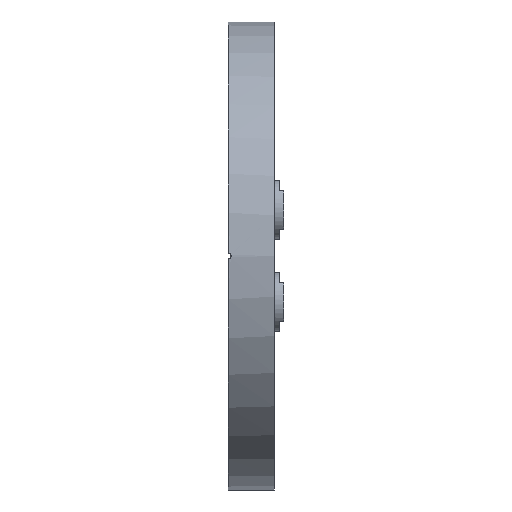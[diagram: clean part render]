
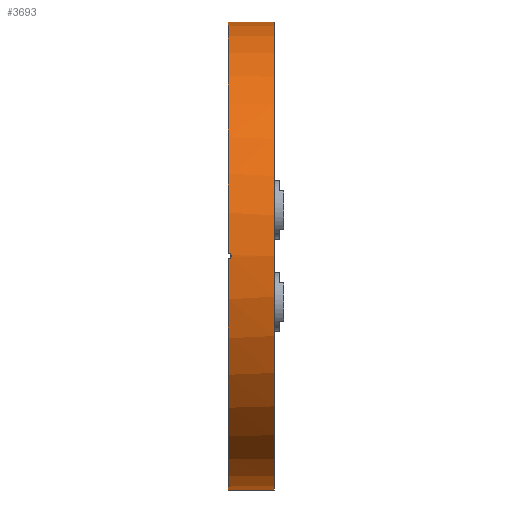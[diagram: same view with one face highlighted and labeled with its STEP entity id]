
A CAD part, left-side view. The second image highlights one B-rep face of the part: STEP entity #3693.
In plain terms, the highlighted cylindrical face has radius 76.2 mm (diameter 152.4 mm), a partial arc.
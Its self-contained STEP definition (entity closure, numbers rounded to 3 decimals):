
#185 = VERTEX_POINT ( 'NONE', #6583 ) ;
#412 = CARTESIAN_POINT ( 'NONE',  ( 0., 0., 0. ) ) ;
#509 = DIRECTION ( 'NONE',  ( 0., 0., 1. ) ) ;
#921 = VERTEX_POINT ( 'NONE', #14311 ) ;
#925 = CARTESIAN_POINT ( 'NONE',  ( 0., -15., -76.2 ) ) ;
#962 = FACE_OUTER_BOUND ( 'NONE', #7199, .T. ) ;
#1478 = AXIS2_PLACEMENT_3D ( 'NONE', #12323, #2518, #5997 ) ;
#1567 = AXIS2_PLACEMENT_3D ( 'NONE', #11659, #5722, #5881 ) ;
#2192 = CARTESIAN_POINT ( 'NONE',  ( -76.193, -0.132, 1. ) ) ;
#2274 = CARTESIAN_POINT ( 'NONE',  ( -76.193, 0., -1. ) ) ;
#2345 = EDGE_CURVE ( 'NONE', #9781, #11416, #5863, .T. ) ;
#2518 = DIRECTION ( 'NONE',  ( 0., 1., 0. ) ) ;
#2890 = CARTESIAN_POINT ( 'NONE',  ( 0., -15., 76.2 ) ) ;
#2933 = EDGE_CURVE ( 'NONE', #11416, #6014, #12898, .T. ) ;
#3524 = CIRCLE ( 'NONE', #1478, 76.2 ) ;
#3693 = ADVANCED_FACE ( 'NONE', ( #962 ), #14254, .T. ) ;
#4214 = ORIENTED_EDGE ( 'NONE', *, *, #8805, .F. ) ;
#4285 = CARTESIAN_POINT ( 'NONE',  ( 0., -15., -76.2 ) ) ;
#4639 = CARTESIAN_POINT ( 'NONE',  ( -76.198, -0.801, -0.613 ) ) ;
#4861 = CARTESIAN_POINT ( 'NONE',  ( -76.193, 0., -1. ) ) ;
#5091 = DIRECTION ( 'NONE',  ( 0., 1., 0. ) ) ;
#5348 = AXIS2_PLACEMENT_3D ( 'NONE', #6553, #11359, #509 ) ;
#5722 = DIRECTION ( 'NONE',  ( 0., 1., 0. ) ) ;
#5832 = CARTESIAN_POINT ( 'NONE',  ( -76.196, -0.615, 0.799 ) ) ;
#5863 = CIRCLE ( 'NONE', #5348, 76.2 ) ;
#5881 = DIRECTION ( 'NONE',  ( 0., 0., 1. ) ) ;
#5928 = LINE ( 'NONE', #925, #13644 ) ;
#5997 = DIRECTION ( 'NONE',  ( 0., 0., 1. ) ) ;
#6014 = VERTEX_POINT ( 'NONE', #8938 ) ;
#6541 = CIRCLE ( 'NONE', #11568, 76.2 ) ;
#6553 = CARTESIAN_POINT ( 'NONE',  ( 0., -15., 0. ) ) ;
#6583 = CARTESIAN_POINT ( 'NONE',  ( -76.193, 0., 1. ) ) ;
#6849 = EDGE_CURVE ( 'NONE', #185, #7269, #8778, .T. ) ;
#6909 = CARTESIAN_POINT ( 'NONE',  ( 0., -15., 76.2 ) ) ;
#6957 = CARTESIAN_POINT ( 'NONE',  ( -76.198, -0.874, -0.503 ) ) ;
#7034 = CARTESIAN_POINT ( 'NONE',  ( -76.194, -0.262, 0.974 ) ) ;
#7199 = EDGE_LOOP ( 'NONE', ( #4214, #11274, #9145, #13589, #11956, #14021 ) ) ;
#7269 = VERTEX_POINT ( 'NONE', #4861 ) ;
#8302 = CARTESIAN_POINT ( 'NONE',  ( -76.193, -0.264, -1. ) ) ;
#8378 = CARTESIAN_POINT ( 'NONE',  ( -76.2, -1., 0.131 ) ) ;
#8778 = B_SPLINE_CURVE_WITH_KNOTS ( 'NONE', 3,
 ( #13024, #2192, #7034, #11844, #5832, #10646, #11932, #13189, #8378, #15473, #12871, #6957, #4639, #9475, #8302, #2274 ),
 .UNSPECIFIED., .F., .F.,
 ( 4, 2, 2, 2, 2, 2, 2, 4 ),
 ( 0., 0., 0.001, 0.001, 0.002, 0.002, 0.002, 0.003 ),
 .UNSPECIFIED. ) ;
#8805 = EDGE_CURVE ( 'NONE', #9781, #921, #5928, .T. ) ;
#8938 = CARTESIAN_POINT ( 'NONE',  ( 0., 0., 76.2 ) ) ;
#9129 = VECTOR ( 'NONE', #11718, 1000. ) ;
#9145 = ORIENTED_EDGE ( 'NONE', *, *, #2933, .T. ) ;
#9475 = CARTESIAN_POINT ( 'NONE',  ( -76.195, -0.521, -0.893 ) ) ;
#9781 = VERTEX_POINT ( 'NONE', #4285 ) ;
#10646 = CARTESIAN_POINT ( 'NONE',  ( -76.198, -0.799, 0.615 ) ) ;
#11274 = ORIENTED_EDGE ( 'NONE', *, *, #2345, .T. ) ;
#11359 = DIRECTION ( 'NONE',  ( 0., 1., 0. ) ) ;
#11416 = VERTEX_POINT ( 'NONE', #2890 ) ;
#11568 = AXIS2_PLACEMENT_3D ( 'NONE', #412, #5091, #14893 ) ;
#11659 = CARTESIAN_POINT ( 'NONE',  ( 0., -15., 0. ) ) ;
#11718 = DIRECTION ( 'NONE',  ( 0., 1., 0. ) ) ;
#11844 = CARTESIAN_POINT ( 'NONE',  ( -76.195, -0.504, 0.874 ) ) ;
#11932 = CARTESIAN_POINT ( 'NONE',  ( -76.198, -0.874, 0.503 ) ) ;
#11950 = DIRECTION ( 'NONE',  ( 0., 1., 0. ) ) ;
#11956 = ORIENTED_EDGE ( 'NONE', *, *, #6849, .T. ) ;
#12323 = CARTESIAN_POINT ( 'NONE',  ( 0., 0., 0. ) ) ;
#12871 = CARTESIAN_POINT ( 'NONE',  ( -76.2, -0.974, -0.261 ) ) ;
#12898 = LINE ( 'NONE', #6909, #9129 ) ;
#13024 = CARTESIAN_POINT ( 'NONE',  ( -76.193, 0., 1. ) ) ;
#13154 = EDGE_CURVE ( 'NONE', #185, #6014, #6541, .T. ) ;
#13189 = CARTESIAN_POINT ( 'NONE',  ( -76.2, -0.974, 0.263 ) ) ;
#13528 = EDGE_CURVE ( 'NONE', #921, #7269, #3524, .T. ) ;
#13589 = ORIENTED_EDGE ( 'NONE', *, *, #13154, .F. ) ;
#13644 = VECTOR ( 'NONE', #11950, 1000. ) ;
#14021 = ORIENTED_EDGE ( 'NONE', *, *, #13528, .F. ) ;
#14254 = CYLINDRICAL_SURFACE ( 'NONE', #1567, 76.2 ) ;
#14311 = CARTESIAN_POINT ( 'NONE',  ( 0., 0., -76.2 ) ) ;
#14893 = DIRECTION ( 'NONE',  ( 0., 0., 1. ) ) ;
#15473 = CARTESIAN_POINT ( 'NONE',  ( -76.2, -1., -0.13 ) ) ;
